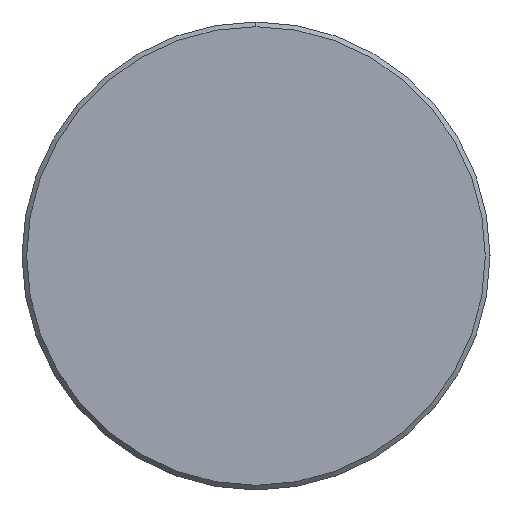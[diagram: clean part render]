
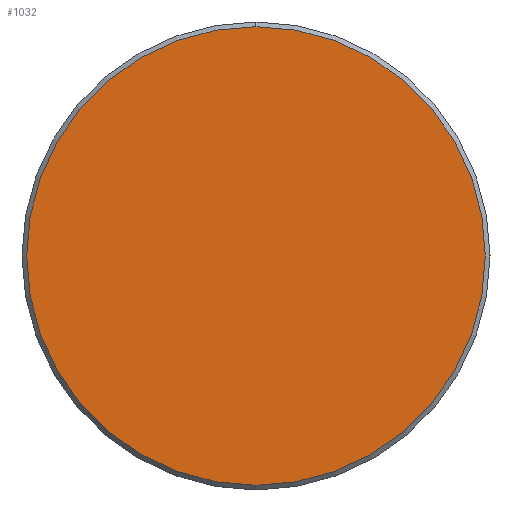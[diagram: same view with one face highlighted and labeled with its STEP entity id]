
A CAD part, left-side view. The second image highlights one B-rep face of the part: STEP entity #1032.
In plain terms, the highlighted planar face has unit normal (-1, 0, 0).
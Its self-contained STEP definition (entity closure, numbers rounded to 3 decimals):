
#36 = DIRECTION ( 'NONE',  ( 0., 0., 1. ) ) ;
#101 = CIRCLE ( 'NONE', #260, 14.7 ) ;
#121 = CIRCLE ( 'NONE', #673, 14.7 ) ;
#157 = VERTEX_POINT ( 'NONE', #688 ) ;
#162 = DIRECTION ( 'NONE',  ( -1., 0., 0. ) ) ;
#209 = PLANE ( 'NONE',  #800 ) ;
#242 = DIRECTION ( 'NONE',  ( 0., 0., -1. ) ) ;
#250 = ORIENTED_EDGE ( 'NONE', *, *, #778, .T. ) ;
#260 = AXIS2_PLACEMENT_3D ( 'NONE', #779, #941, #854 ) ;
#274 = VERTEX_POINT ( 'NONE', #533 ) ;
#346 = FACE_OUTER_BOUND ( 'NONE', #965, .T. ) ;
#469 = DIRECTION ( 'NONE',  ( -1., 0., 0. ) ) ;
#484 = CARTESIAN_POINT ( 'NONE',  ( -167.42, -14.876, -14.876 ) ) ;
#533 = CARTESIAN_POINT ( 'NONE',  ( -167.42, 0., 14.7 ) ) ;
#673 = AXIS2_PLACEMENT_3D ( 'NONE', #1096, #162, #242 ) ;
#688 = CARTESIAN_POINT ( 'NONE',  ( -167.42, 0., -14.7 ) ) ;
#718 = EDGE_CURVE ( 'NONE', #157, #274, #121, .T. ) ;
#778 = EDGE_CURVE ( 'NONE', #274, #157, #101, .T. ) ;
#779 = CARTESIAN_POINT ( 'NONE',  ( -167.42, 0., 0. ) ) ;
#800 = AXIS2_PLACEMENT_3D ( 'NONE', #484, #469, #36 ) ;
#854 = DIRECTION ( 'NONE',  ( 0., 0., -1. ) ) ;
#941 = DIRECTION ( 'NONE',  ( -1., 0., 0. ) ) ;
#965 = EDGE_LOOP ( 'NONE', ( #1082, #250 ) ) ;
#1032 = ADVANCED_FACE ( 'NONE', ( #346 ), #209, .T. ) ;
#1082 = ORIENTED_EDGE ( 'NONE', *, *, #718, .T. ) ;
#1096 = CARTESIAN_POINT ( 'NONE',  ( -167.42, 0., 0. ) ) ;
